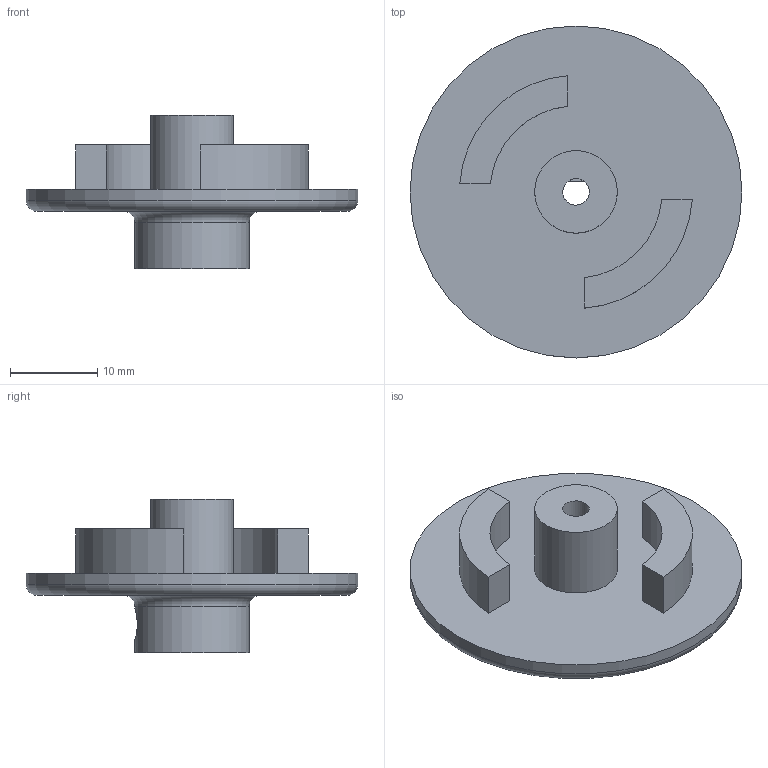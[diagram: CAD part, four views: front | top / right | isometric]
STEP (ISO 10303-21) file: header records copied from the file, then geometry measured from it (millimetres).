
FILE_DESCRIPTION(/* description */ (''),/* implementation_level */ '2;1');
FILE_NAME(/* name */ 'Kornylak Wheel Hub - Motor Side.stp',/* time_stamp */ '2014-02-14T18:14:03-05:00',/* author */ ('Spooner'),/* organization */ (''),/* preprocessor_version */ 'ST-DEVELOPER v15.2',/* originating_system */ 'Autodesk Inventor 2014',/* authorisation */ '');
FILE_SCHEMA (('AUTOMOTIVE_DESIGN { 1 0 10303 214 3 1 1 }'));
Length unit declared in the file: inch
Products named in the file (1): Kornylak Wheel Hub - Motor Side
Bounding box: 38.1 x 38.1 x 17.65 mm (x, y, z)
Volume: 4737.8 mm3; surface area: 3634.7 mm2
Topology: 1 solids, 1 shells, 26 faces, 60 edges, 39 vertices
Faces by surface type: plane 14, cylinder 10, torus 2
Full cylindrical faces by diameter (mm): 3.048 x1, 3.683 x1, 9.474 x1, 13.106 x1, 38.1 x1
Entity records: 783 total; most frequent: CARTESIAN_POINT 185, DIRECTION 124, ORIENTED_EDGE 102, EDGE_CURVE 51, AXIS2_PLACEMENT_3D 50, EDGE_LOOP 40, VERTEX_POINT 37, ADVANCED_FACE 26
